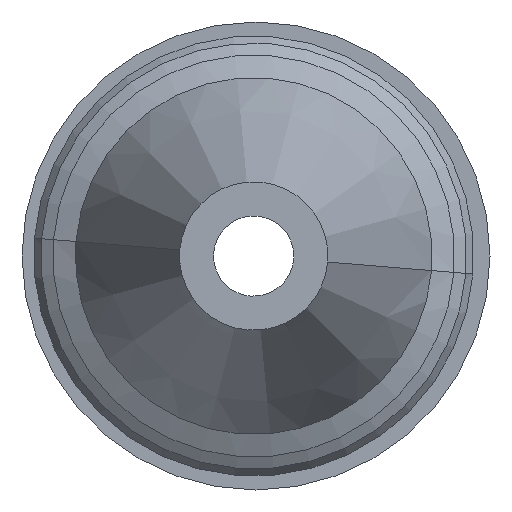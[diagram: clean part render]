
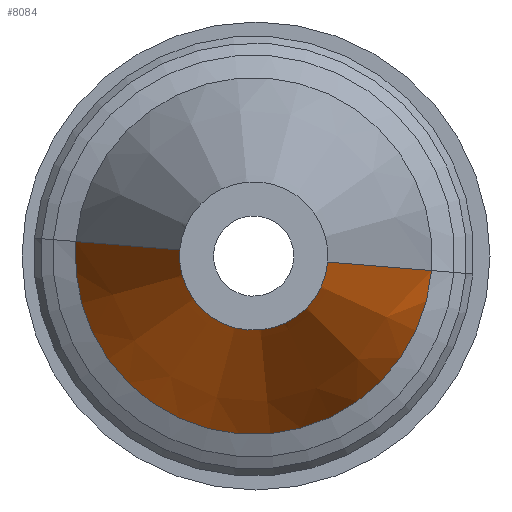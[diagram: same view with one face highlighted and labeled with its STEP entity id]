
A CAD part, front view. The second image highlights one B-rep face of the part: STEP entity #8084.
In plain terms, the highlighted conical face has half-angle 24.229 degrees and reference radius 133.441 mm.
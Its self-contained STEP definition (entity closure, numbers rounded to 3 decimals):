
#10 = VERTEX_POINT ( 'NONE', #6340 ) ;
#261 = CARTESIAN_POINT ( 'NONE',  ( 133.441, -660.201, 0. ) ) ;
#1333 = EDGE_CURVE ( 'NONE', #5886, #6282, #7861, .T. ) ;
#2037 = EDGE_CURVE ( 'NONE', #5293, #5886, #4931, .T. ) ;
#2130 = ORIENTED_EDGE ( 'NONE', *, *, #1333, .F. ) ;
#2217 = VECTOR ( 'NONE', #5507, 1000. ) ;
#2797 = CARTESIAN_POINT ( 'NONE',  ( 0., -874.5, 0. ) ) ;
#2941 = DIRECTION ( 'NONE',  ( -1., 0., 0. ) ) ;
#3155 = CARTESIAN_POINT ( 'NONE',  ( 0., -660.201, 0. ) ) ;
#3684 = CARTESIAN_POINT ( 'NONE',  ( -133.441, -660.201, 0. ) ) ;
#3713 = DIRECTION ( 'NONE',  ( -1., 0., 0. ) ) ;
#3938 = AXIS2_PLACEMENT_3D ( 'NONE', #3155, #10475, #10154 ) ;
#4931 = LINE ( 'NONE', #11771, #2217 ) ;
#5293 = VERTEX_POINT ( 'NONE', #6562 ) ;
#5507 = DIRECTION ( 'NONE',  ( 0.41, 0.912, 0. ) ) ;
#5704 = DIRECTION ( 'NONE',  ( 0., 1., 0. ) ) ;
#5729 = ORIENTED_EDGE ( 'NONE', *, *, #10716, .T. ) ;
#5886 = VERTEX_POINT ( 'NONE', #261 ) ;
#6088 = EDGE_LOOP ( 'NONE', ( #8623, #5729, #8958, #2130 ) ) ;
#6282 = VERTEX_POINT ( 'NONE', #6943 ) ;
#6292 = FACE_OUTER_BOUND ( 'NONE', #6088, .T. ) ;
#6340 = CARTESIAN_POINT ( 'NONE',  ( -37., -874.5, 0. ) ) ;
#6562 = CARTESIAN_POINT ( 'NONE',  ( 37., -874.5, 0. ) ) ;
#6581 = EDGE_CURVE ( 'NONE', #10, #6282, #9832, .T. ) ;
#6943 = CARTESIAN_POINT ( 'NONE',  ( -133.441, -660.201, 0. ) ) ;
#7092 = VECTOR ( 'NONE', #11016, 1000. ) ;
#7861 = CIRCLE ( 'NONE', #3938, 133.441 ) ;
#8084 = ADVANCED_FACE ( 'NONE', ( #6292 ), #8460, .T. ) ;
#8460 = CONICAL_SURFACE ( 'NONE', #11863, 133.441, 0.423 ) ;
#8623 = ORIENTED_EDGE ( 'NONE', *, *, #2037, .F. ) ;
#8958 = ORIENTED_EDGE ( 'NONE', *, *, #6581, .T. ) ;
#9208 = DIRECTION ( 'NONE',  ( 0., 1., 0. ) ) ;
#9356 = CARTESIAN_POINT ( 'NONE',  ( 0., -660.201, 0. ) ) ;
#9832 = LINE ( 'NONE', #3684, #7092 ) ;
#10154 = DIRECTION ( 'NONE',  ( -1., 0., 0. ) ) ;
#10475 = DIRECTION ( 'NONE',  ( 0., 1., 0. ) ) ;
#10716 = EDGE_CURVE ( 'NONE', #5293, #10, #11095, .T. ) ;
#11016 = DIRECTION ( 'NONE',  ( -0.41, 0.912, 0. ) ) ;
#11095 = CIRCLE ( 'NONE', #11802, 37. ) ;
#11771 = CARTESIAN_POINT ( 'NONE',  ( 133.441, -660.201, 0. ) ) ;
#11802 = AXIS2_PLACEMENT_3D ( 'NONE', #2797, #9208, #3713 ) ;
#11863 = AXIS2_PLACEMENT_3D ( 'NONE', #9356, #5704, #2941 ) ;
